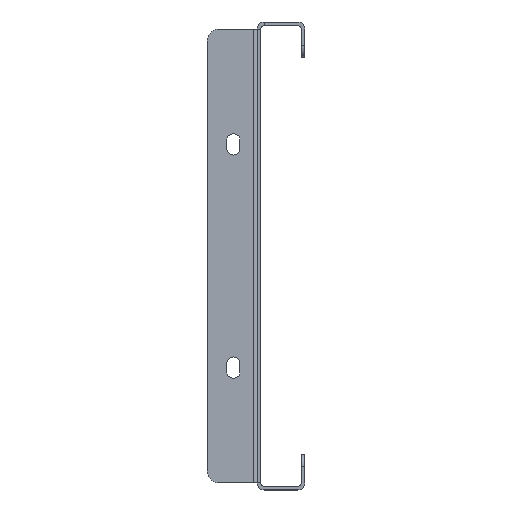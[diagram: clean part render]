
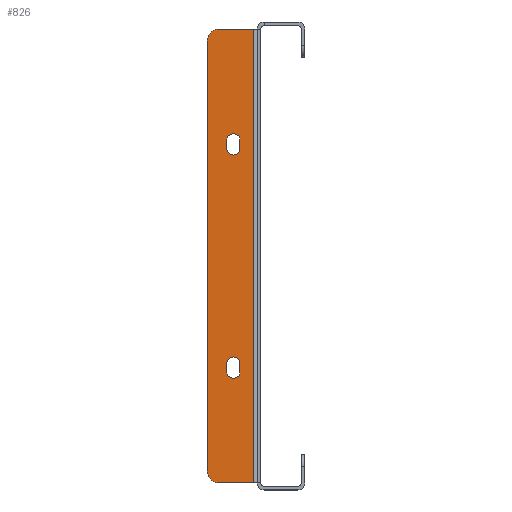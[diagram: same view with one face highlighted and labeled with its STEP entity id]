
A CAD part, left-side view. The second image highlights one B-rep face of the part: STEP entity #826.
In plain terms, the highlighted planar face has unit normal (-1, 0, 0).
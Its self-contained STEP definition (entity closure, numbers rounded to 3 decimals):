
#179 = CARTESIAN_POINT ( 'NONE',  ( -546., 12.75, 48.75 ) ) ;
#213 = EDGE_CURVE ( 'NONE', #2766, #8733, #13093, .T. ) ;
#316 = LINE ( 'NONE', #6208, #6817 ) ;
#346 = DIRECTION ( 'NONE',  ( 0., -1., 0. ) ) ;
#465 = DIRECTION ( 'NONE',  ( -1., 0., 0. ) ) ;
#518 = ORIENTED_EDGE ( 'NONE', *, *, #865, .F. ) ;
#607 = CARTESIAN_POINT ( 'NONE',  ( -546., 1.5, 0. ) ) ;
#668 = EDGE_CURVE ( 'NONE', #7230, #2766, #7574, .T. ) ;
#716 = DIRECTION ( 'NONE',  ( 0., 1., 0. ) ) ;
#826 = ADVANCED_FACE ( 'NONE', ( #2975, #11048, #12107 ), #9073, .T. ) ;
#830 = VECTOR ( 'NONE', #3572, 1000. ) ;
#865 = EDGE_CURVE ( 'NONE', #11058, #7230, #9039, .T. ) ;
#919 = CARTESIAN_POINT ( 'NONE',  ( -546., 7.25, -45.25 ) ) ;
#995 = CIRCLE ( 'NONE', #5223, 2.75 ) ;
#1044 = VERTEX_POINT ( 'NONE', #1500 ) ;
#1124 = DIRECTION ( 'NONE',  ( -1., 0., 0. ) ) ;
#1187 = CARTESIAN_POINT ( 'NONE',  ( -546., 16., -90.5 ) ) ;
#1368 = DIRECTION ( 'NONE',  ( -1., 0., 0. ) ) ;
#1500 = CARTESIAN_POINT ( 'NONE',  ( -546., 16., -95.5 ) ) ;
#1511 = VECTOR ( 'NONE', #12150, 1000. ) ;
#1605 = LINE ( 'NONE', #607, #7009 ) ;
#1692 = AXIS2_PLACEMENT_3D ( 'NONE', #6391, #11547, #8516 ) ;
#1809 = ORIENTED_EDGE ( 'NONE', *, *, #8617, .T. ) ;
#2045 = VERTEX_POINT ( 'NONE', #12888 ) ;
#2051 = EDGE_LOOP ( 'NONE', ( #11846, #8549, #11514, #11429 ) ) ;
#2055 = VECTOR ( 'NONE', #11339, 1000. ) ;
#2268 = EDGE_CURVE ( 'NONE', #4049, #5932, #11770, .T. ) ;
#2546 = ORIENTED_EDGE ( 'NONE', *, *, #6004, .F. ) ;
#2603 = CARTESIAN_POINT ( 'NONE',  ( -546., 1.5, -95.5 ) ) ;
#2685 = CIRCLE ( 'NONE', #6275, 5. ) ;
#2766 = VERTEX_POINT ( 'NONE', #7764 ) ;
#2768 = CARTESIAN_POINT ( 'NONE',  ( -546., 21., 95.5 ) ) ;
#2975 = FACE_BOUND ( 'NONE', #2051, .T. ) ;
#3305 = CIRCLE ( 'NONE', #10710, 2.75 ) ;
#3428 = ORIENTED_EDGE ( 'NONE', *, *, #5171, .T. ) ;
#3572 = DIRECTION ( 'NONE',  ( 0., 0., 1. ) ) ;
#3639 = CARTESIAN_POINT ( 'NONE',  ( -546., 10., 48.75 ) ) ;
#3695 = ORIENTED_EDGE ( 'NONE', *, *, #4491, .F. ) ;
#3714 = ORIENTED_EDGE ( 'NONE', *, *, #11629, .F. ) ;
#4049 = VERTEX_POINT ( 'NONE', #4509 ) ;
#4072 = DIRECTION ( 'NONE',  ( -1., 0., 0. ) ) ;
#4491 = EDGE_CURVE ( 'NONE', #8733, #11058, #4885, .T. ) ;
#4501 = CIRCLE ( 'NONE', #8312, 5. ) ;
#4509 = CARTESIAN_POINT ( 'NONE',  ( -546., 21., -90.5 ) ) ;
#4516 = CARTESIAN_POINT ( 'NONE',  ( -546., 10., 45.25 ) ) ;
#4661 = VERTEX_POINT ( 'NONE', #179 ) ;
#4817 = DIRECTION ( 'NONE',  ( 0., 0., 1. ) ) ;
#4867 = CARTESIAN_POINT ( 'NONE',  ( -546., 7.25, -48.75 ) ) ;
#4885 = LINE ( 'NONE', #919, #5966 ) ;
#4925 = DIRECTION ( 'NONE',  ( 0., -1., 0. ) ) ;
#5032 = VERTEX_POINT ( 'NONE', #5190 ) ;
#5058 = CARTESIAN_POINT ( 'NONE',  ( -546., 0., 95.5 ) ) ;
#5154 = DIRECTION ( 'NONE',  ( 0., -1., 0. ) ) ;
#5171 = EDGE_CURVE ( 'NONE', #9139, #12125, #1605, .T. ) ;
#5177 = ORIENTED_EDGE ( 'NONE', *, *, #10715, .T. ) ;
#5190 = CARTESIAN_POINT ( 'NONE',  ( -546., 12.75, 45.25 ) ) ;
#5223 = AXIS2_PLACEMENT_3D ( 'NONE', #3639, #465, #5631 ) ;
#5546 = VECTOR ( 'NONE', #4925, 1000. ) ;
#5629 = EDGE_CURVE ( 'NONE', #12346, #8970, #6994, .T. ) ;
#5631 = DIRECTION ( 'NONE',  ( 0., -1., 0. ) ) ;
#5932 = VERTEX_POINT ( 'NONE', #8044 ) ;
#5966 = VECTOR ( 'NONE', #4817, 1000. ) ;
#6004 = EDGE_CURVE ( 'NONE', #2045, #12125, #6845, .T. ) ;
#6106 = ORIENTED_EDGE ( 'NONE', *, *, #213, .F. ) ;
#6207 = DIRECTION ( 'NONE',  ( 0., 1., 0. ) ) ;
#6208 = CARTESIAN_POINT ( 'NONE',  ( -546., 12.75, 45.25 ) ) ;
#6268 = DIRECTION ( 'NONE',  ( 0., 0., -1. ) ) ;
#6275 = AXIS2_PLACEMENT_3D ( 'NONE', #6987, #4072, #12939 ) ;
#6391 = CARTESIAN_POINT ( 'NONE',  ( -546., 10., -48.75 ) ) ;
#6572 = CARTESIAN_POINT ( 'NONE',  ( -546., 12.75, -45.25 ) ) ;
#6817 = VECTOR ( 'NONE', #6268, 1000. ) ;
#6845 = LINE ( 'NONE', #5058, #5546 ) ;
#6985 = CARTESIAN_POINT ( 'NONE',  ( -546., 7.25, 48.75 ) ) ;
#6987 = CARTESIAN_POINT ( 'NONE',  ( -546., 16., 90.5 ) ) ;
#6994 = LINE ( 'NONE', #9977, #1511 ) ;
#7009 = VECTOR ( 'NONE', #12209, 1000. ) ;
#7088 = CARTESIAN_POINT ( 'NONE',  ( -546., 1.5, 95.5 ) ) ;
#7213 = DIRECTION ( 'NONE',  ( -1., 0., 0. ) ) ;
#7230 = VERTEX_POINT ( 'NONE', #7943 ) ;
#7423 = EDGE_LOOP ( 'NONE', ( #518, #3695, #6106, #10253 ) ) ;
#7574 = LINE ( 'NONE', #6572, #2055 ) ;
#7764 = CARTESIAN_POINT ( 'NONE',  ( -546., 12.75, -48.75 ) ) ;
#7943 = CARTESIAN_POINT ( 'NONE',  ( -546., 12.75, -45.25 ) ) ;
#8016 = VECTOR ( 'NONE', #716, 1000. ) ;
#8044 = CARTESIAN_POINT ( 'NONE',  ( -546., 21., 90.5 ) ) ;
#8053 = EDGE_CURVE ( 'NONE', #4661, #5032, #316, .T. ) ;
#8269 = CARTESIAN_POINT ( 'NONE',  ( -546., 10., -45.25 ) ) ;
#8312 = AXIS2_PLACEMENT_3D ( 'NONE', #1187, #7213, #9391 ) ;
#8516 = DIRECTION ( 'NONE',  ( 0., 1., 0. ) ) ;
#8549 = ORIENTED_EDGE ( 'NONE', *, *, #8053, .F. ) ;
#8617 = EDGE_CURVE ( 'NONE', #4049, #1044, #4501, .T. ) ;
#8733 = VERTEX_POINT ( 'NONE', #4867 ) ;
#8798 = LINE ( 'NONE', #9522, #8016 ) ;
#8970 = VERTEX_POINT ( 'NONE', #6985 ) ;
#9039 = CIRCLE ( 'NONE', #10719, 2.75 ) ;
#9073 = PLANE ( 'NONE',  #9244 ) ;
#9139 = VERTEX_POINT ( 'NONE', #2603 ) ;
#9244 = AXIS2_PLACEMENT_3D ( 'NONE', #10185, #1124, #5154 ) ;
#9391 = DIRECTION ( 'NONE',  ( 0., -1., 0. ) ) ;
#9522 = CARTESIAN_POINT ( 'NONE',  ( -546., 21., -95.5 ) ) ;
#9977 = CARTESIAN_POINT ( 'NONE',  ( -546., 7.25, 45.25 ) ) ;
#10135 = CARTESIAN_POINT ( 'NONE',  ( -546., 7.25, -45.25 ) ) ;
#10185 = CARTESIAN_POINT ( 'NONE',  ( -546., 0., 0. ) ) ;
#10253 = ORIENTED_EDGE ( 'NONE', *, *, #668, .F. ) ;
#10427 = EDGE_CURVE ( 'NONE', #8970, #4661, #995, .T. ) ;
#10710 = AXIS2_PLACEMENT_3D ( 'NONE', #4516, #11594, #346 ) ;
#10715 = EDGE_CURVE ( 'NONE', #2045, #5932, #2685, .T. ) ;
#10719 = AXIS2_PLACEMENT_3D ( 'NONE', #8269, #1368, #6207 ) ;
#11048 = FACE_BOUND ( 'NONE', #7423, .T. ) ;
#11058 = VERTEX_POINT ( 'NONE', #10135 ) ;
#11339 = DIRECTION ( 'NONE',  ( 0., 0., -1. ) ) ;
#11429 = ORIENTED_EDGE ( 'NONE', *, *, #5629, .F. ) ;
#11514 = ORIENTED_EDGE ( 'NONE', *, *, #10427, .F. ) ;
#11547 = DIRECTION ( 'NONE',  ( -1., 0., 0. ) ) ;
#11594 = DIRECTION ( 'NONE',  ( -1., 0., 0. ) ) ;
#11629 = EDGE_CURVE ( 'NONE', #9139, #1044, #8798, .T. ) ;
#11770 = LINE ( 'NONE', #2768, #830 ) ;
#11846 = ORIENTED_EDGE ( 'NONE', *, *, #12997, .F. ) ;
#12100 = EDGE_LOOP ( 'NONE', ( #2546, #5177, #12784, #1809, #3714, #3428 ) ) ;
#12107 = FACE_OUTER_BOUND ( 'NONE', #12100, .T. ) ;
#12125 = VERTEX_POINT ( 'NONE', #7088 ) ;
#12150 = DIRECTION ( 'NONE',  ( 0., 0., 1. ) ) ;
#12209 = DIRECTION ( 'NONE',  ( 0., 0., 1. ) ) ;
#12346 = VERTEX_POINT ( 'NONE', #12618 ) ;
#12618 = CARTESIAN_POINT ( 'NONE',  ( -546., 7.25, 45.25 ) ) ;
#12784 = ORIENTED_EDGE ( 'NONE', *, *, #2268, .F. ) ;
#12888 = CARTESIAN_POINT ( 'NONE',  ( -546., 16., 95.5 ) ) ;
#12939 = DIRECTION ( 'NONE',  ( 0., -1., 0. ) ) ;
#12997 = EDGE_CURVE ( 'NONE', #5032, #12346, #3305, .T. ) ;
#13093 = CIRCLE ( 'NONE', #1692, 2.75 ) ;
